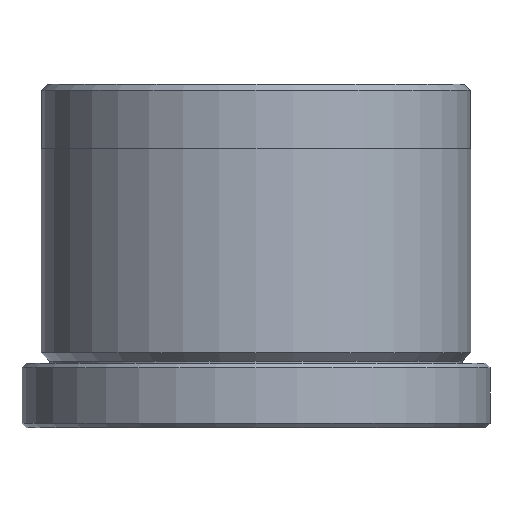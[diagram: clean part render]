
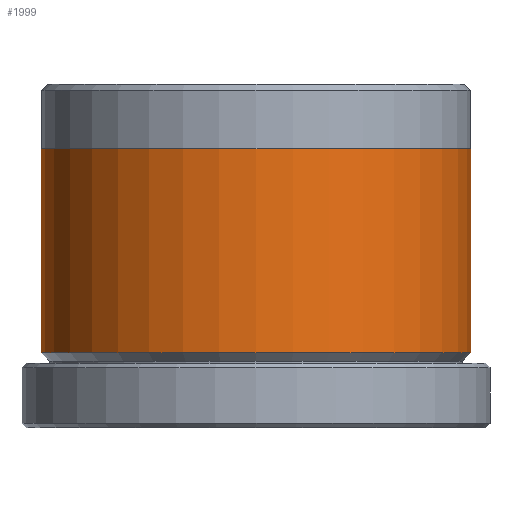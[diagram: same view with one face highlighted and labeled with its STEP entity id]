
A CAD part, front view. The second image highlights one B-rep face of the part: STEP entity #1999.
In plain terms, the highlighted cylindrical face has radius 10 mm (diameter 20 mm), a partial arc.
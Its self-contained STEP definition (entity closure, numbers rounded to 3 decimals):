
#49 = EDGE_CURVE ( 'NONE', #615, #216, #52, .T. ) ;
#52 = LINE ( 'NONE', #98, #1403 ) ;
#98 = CARTESIAN_POINT ( 'NONE',  ( -10., 0., 16. ) ) ;
#120 = CIRCLE ( 'NONE', #420, 10. ) ;
#205 = CARTESIAN_POINT ( 'NONE',  ( 0., 0., 13. ) ) ;
#216 = VERTEX_POINT ( 'NONE', #1899 ) ;
#258 = CIRCLE ( 'NONE', #1944, 10. ) ;
#283 = ORIENTED_EDGE ( 'NONE', *, *, #49, .T. ) ;
#380 = DIRECTION ( 'NONE',  ( 0., 0., 1. ) ) ;
#388 = DIRECTION ( 'NONE',  ( 1., 0., 0. ) ) ;
#414 = DIRECTION ( 'NONE',  ( 0., 0., -1. ) ) ;
#415 = LINE ( 'NONE', #1308, #821 ) ;
#420 = AXIS2_PLACEMENT_3D ( 'NONE', #2069, #978, #2231 ) ;
#449 = CARTESIAN_POINT ( 'NONE',  ( 10., 0., 3.5 ) ) ;
#615 = VERTEX_POINT ( 'NONE', #1886 ) ;
#660 = VERTEX_POINT ( 'NONE', #449 ) ;
#765 = DIRECTION ( 'NONE',  ( 0., 0., -1. ) ) ;
#802 = CYLINDRICAL_SURFACE ( 'NONE', #1406, 10. ) ;
#821 = VECTOR ( 'NONE', #765, 1000. ) ;
#907 = FACE_OUTER_BOUND ( 'NONE', #2089, .T. ) ;
#978 = DIRECTION ( 'NONE',  ( 0., 0., -1. ) ) ;
#1070 = VERTEX_POINT ( 'NONE', #1896 ) ;
#1106 = EDGE_CURVE ( 'NONE', #615, #1070, #258, .T. ) ;
#1293 = DIRECTION ( 'NONE',  ( -1., 0., 0. ) ) ;
#1308 = CARTESIAN_POINT ( 'NONE',  ( 10., 0., 16. ) ) ;
#1403 = VECTOR ( 'NONE', #1950, 1000. ) ;
#1406 = AXIS2_PLACEMENT_3D ( 'NONE', #2014, #414, #1293 ) ;
#1409 = ORIENTED_EDGE ( 'NONE', *, *, #1434, .F. ) ;
#1434 = EDGE_CURVE ( 'NONE', #1070, #660, #415, .T. ) ;
#1705 = ORIENTED_EDGE ( 'NONE', *, *, #2195, .F. ) ;
#1886 = CARTESIAN_POINT ( 'NONE',  ( -10., 0., 13. ) ) ;
#1896 = CARTESIAN_POINT ( 'NONE',  ( 10., 0., 13. ) ) ;
#1899 = CARTESIAN_POINT ( 'NONE',  ( -10., 0., 3.5 ) ) ;
#1944 = AXIS2_PLACEMENT_3D ( 'NONE', #205, #380, #388 ) ;
#1950 = DIRECTION ( 'NONE',  ( 0., 0., -1. ) ) ;
#1999 = ADVANCED_FACE ( 'NONE', ( #907 ), #802, .T. ) ;
#2007 = ORIENTED_EDGE ( 'NONE', *, *, #1106, .F. ) ;
#2014 = CARTESIAN_POINT ( 'NONE',  ( 0., 0., 16. ) ) ;
#2069 = CARTESIAN_POINT ( 'NONE',  ( 0., 0., 3.5 ) ) ;
#2089 = EDGE_LOOP ( 'NONE', ( #1409, #2007, #283, #1705 ) ) ;
#2195 = EDGE_CURVE ( 'NONE', #660, #216, #120, .T. ) ;
#2231 = DIRECTION ( 'NONE',  ( -1., 0., 0. ) ) ;
